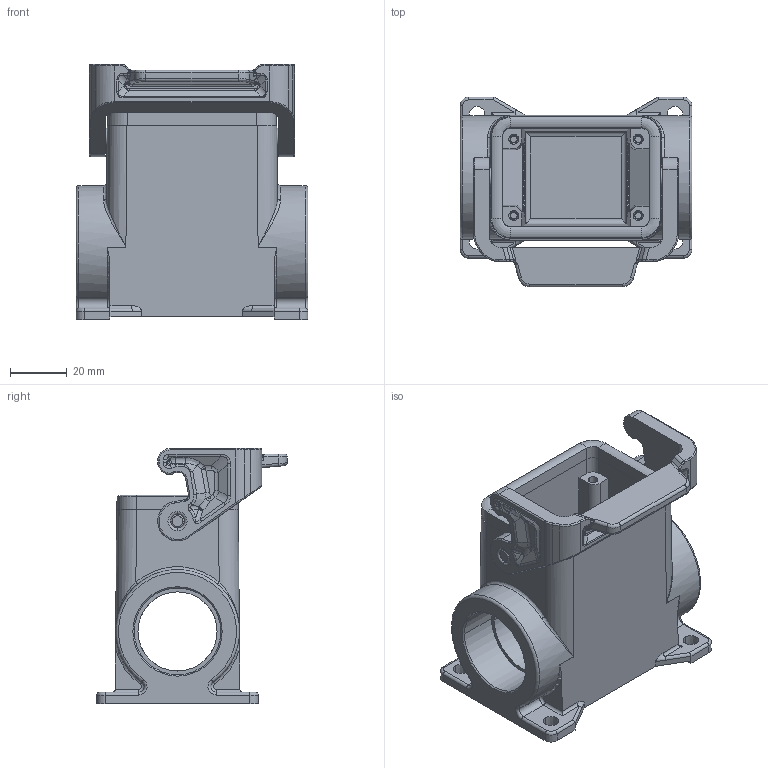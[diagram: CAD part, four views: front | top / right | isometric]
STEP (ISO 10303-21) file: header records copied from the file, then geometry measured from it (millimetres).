
FILE_DESCRIPTION(('Creo Elements/Direct Modeling STEP Export'),'2;1');
FILE_NAME('0ln7uvk5tno3d2n968','2023-11-15T16:13:40',(''),(''),'Creo Elements/Direct Modeling STEP processor for AP214 (Solid Model)','Creo Elements/Direct Modeling 20.1B 02-Apr-2019 (C) Parametric Technology GmbH','');
FILE_SCHEMA(('AUTOMOTIVE_DESIGN { 1 0 10303 214 1 1 1 1 }'));
Products named in the file (2): JMPAP 06L232
Assembly tree (1 placements, depth 2):
  JMPAP 06L232
    JMPAP 06L232
Bounding box: 82 x 67.25 x 90.2 mm (x, y, z)
Volume: 108627.8 mm3; surface area: 44663.2 mm2
Topology: 1 solids, 1 shells, 514 faces, 1252 edges, 748 vertices
Faces by surface type: cylinder 176, bspline 126, plane 120, torus 56, cone 36
Entity records: 41730 total; most frequent: CARTESIAN_POINT 27010, ORIENTED_EDGE 2492, DIRECTION 1843, EDGE_CURVE 1246, VERTEX_POINT 748, AXIS2_PLACEMENT_3D 691, EDGE_LOOP 542, COLOUR_RGB 515
